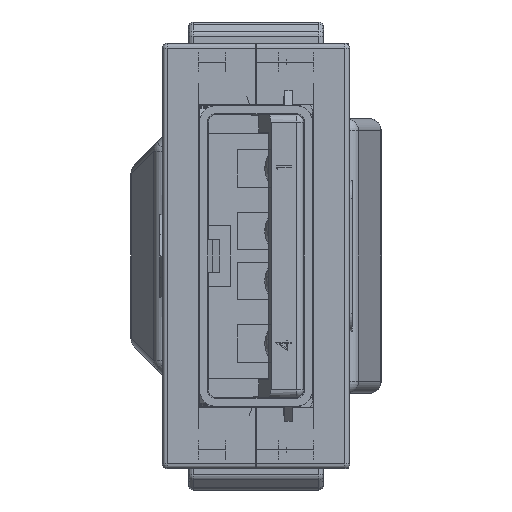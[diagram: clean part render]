
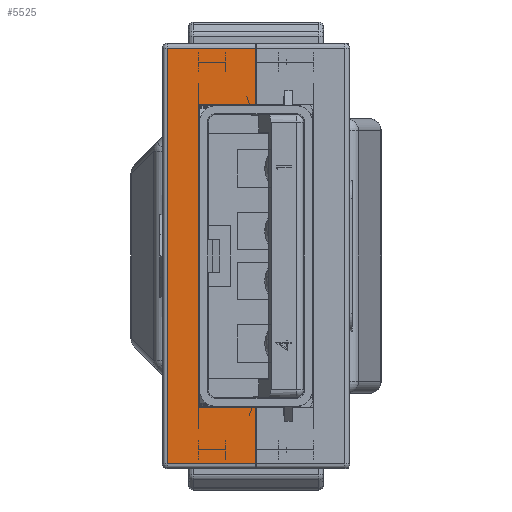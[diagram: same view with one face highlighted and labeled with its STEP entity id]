
A CAD part, left-side view. The second image highlights one B-rep face of the part: STEP entity #5525.
In plain terms, the highlighted planar face has unit normal (-1, 0, 0).
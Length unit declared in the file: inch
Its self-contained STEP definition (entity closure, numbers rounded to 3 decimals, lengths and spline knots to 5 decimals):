
#166 = LINE ( 'NONE', #34728, #42702 ) ;
#528 = VECTOR ( 'NONE', #64137, 39.37008 ) ;
#701 = DIRECTION ( 'NONE',  ( 0., -1., 0. ) ) ;
#1614 = VECTOR ( 'NONE', #62874, 39.37008 ) ;
#5525 = ADVANCED_FACE ( 'NONE', ( #45566 ), #20803, .F. ) ;
#6722 = CARTESIAN_POINT ( 'NONE',  ( -4.12402, 0., -0.32677 ) ) ;
#6740 = VECTOR ( 'NONE', #22642, 39.37008 ) ;
#7107 = ORIENTED_EDGE ( 'NONE', *, *, #67917, .F. ) ;
#8026 = ORIENTED_EDGE ( 'NONE', *, *, #46424, .T. ) ;
#8175 = EDGE_CURVE ( 'NONE', #56934, #55311, #32499, .T. ) ;
#10393 = DIRECTION ( 'NONE',  ( 0., 0., -1. ) ) ;
#11088 = VECTOR ( 'NONE', #65224, 39.37008 ) ;
#11140 = VERTEX_POINT ( 'NONE', #63409 ) ;
#12644 = EDGE_CURVE ( 'NONE', #38511, #55311, #14999, .T. ) ;
#14999 = LINE ( 'NONE', #37641, #528 ) ;
#16832 = LINE ( 'NONE', #28759, #63705 ) ;
#19649 = CARTESIAN_POINT ( 'NONE',  ( -4.12402, 0.09055, -0.23819 ) ) ;
#20803 = PLANE ( 'NONE',  #45907 ) ;
#22642 = DIRECTION ( 'NONE',  ( 0., 0., -1. ) ) ;
#24084 = CARTESIAN_POINT ( 'NONE',  ( -4.12402, 0.09055, -0.23819 ) ) ;
#28647 = ORIENTED_EDGE ( 'NONE', *, *, #40699, .T. ) ;
#28709 = ORIENTED_EDGE ( 'NONE', *, *, #55483, .F. ) ;
#28759 = CARTESIAN_POINT ( 'NONE',  ( -4.12402, 0.09055, -0.23819 ) ) ;
#32499 = LINE ( 'NONE', #64628, #43535 ) ;
#34728 = CARTESIAN_POINT ( 'NONE',  ( -4.12402, 0., 0.32677 ) ) ;
#37641 = CARTESIAN_POINT ( 'NONE',  ( -4.12402, 0., -0.33465 ) ) ;
#38195 = VECTOR ( 'NONE', #10393, 39.37008 ) ;
#38511 = VERTEX_POINT ( 'NONE', #60259 ) ;
#38884 = VERTEX_POINT ( 'NONE', #42277 ) ;
#40699 = EDGE_CURVE ( 'NONE', #38884, #58864, #54462, .T. ) ;
#42176 = DIRECTION ( 'NONE',  ( 0., 1., 0. ) ) ;
#42277 = CARTESIAN_POINT ( 'NONE',  ( -4.12402, 0.13976, -0.32677 ) ) ;
#42702 = VECTOR ( 'NONE', #66478, 39.37008 ) ;
#43426 = CARTESIAN_POINT ( 'NONE',  ( -4.12402, 0., -0.32677 ) ) ;
#43535 = VECTOR ( 'NONE', #58898, 39.37008 ) ;
#43657 = VERTEX_POINT ( 'NONE', #19649 ) ;
#44646 = CARTESIAN_POINT ( 'NONE',  ( -4.12402, 0.09055, 0.23819 ) ) ;
#45058 = ORIENTED_EDGE ( 'NONE', *, *, #8175, .T. ) ;
#45566 = FACE_OUTER_BOUND ( 'NONE', #51561, .T. ) ;
#45876 = LINE ( 'NONE', #24084, #1614 ) ;
#45907 = AXIS2_PLACEMENT_3D ( 'NONE', #47424, #58899, #42176 ) ;
#46424 = EDGE_CURVE ( 'NONE', #38511, #62199, #166, .T. ) ;
#47424 = CARTESIAN_POINT ( 'NONE',  ( -4.12402, 0., -0.33465 ) ) ;
#48153 = CARTESIAN_POINT ( 'NONE',  ( -4.12402, 0., -0.33465 ) ) ;
#48917 = EDGE_CURVE ( 'NONE', #56934, #43657, #45876, .T. ) ;
#51552 = ORIENTED_EDGE ( 'NONE', *, *, #48917, .F. ) ;
#51561 = EDGE_LOOP ( 'NONE', ( #68714, #8026, #60794, #28647, #7107, #28709, #51552, #45058 ) ) ;
#52942 = CARTESIAN_POINT ( 'NONE',  ( -4.12402, 0., 0.23819 ) ) ;
#53803 = CARTESIAN_POINT ( 'NONE',  ( -4.12402, 0.13976, 0.32677 ) ) ;
#54346 = LINE ( 'NONE', #66476, #6740 ) ;
#54462 = LINE ( 'NONE', #6722, #11088 ) ;
#55311 = VERTEX_POINT ( 'NONE', #52942 ) ;
#55483 = EDGE_CURVE ( 'NONE', #43657, #11140, #16832, .T. ) ;
#56934 = VERTEX_POINT ( 'NONE', #44646 ) ;
#58864 = VERTEX_POINT ( 'NONE', #43426 ) ;
#58899 = DIRECTION ( 'NONE',  ( 1., 0., 0. ) ) ;
#58898 = DIRECTION ( 'NONE',  ( 0., -1., 0. ) ) ;
#60259 = CARTESIAN_POINT ( 'NONE',  ( -4.12402, 0., 0.32677 ) ) ;
#60794 = ORIENTED_EDGE ( 'NONE', *, *, #68490, .T. ) ;
#61267 = LINE ( 'NONE', #48153, #38195 ) ;
#62199 = VERTEX_POINT ( 'NONE', #53803 ) ;
#62874 = DIRECTION ( 'NONE',  ( 0., 0., -1. ) ) ;
#63409 = CARTESIAN_POINT ( 'NONE',  ( -4.12402, 0., -0.23819 ) ) ;
#63705 = VECTOR ( 'NONE', #701, 39.37008 ) ;
#64137 = DIRECTION ( 'NONE',  ( 0., 0., -1. ) ) ;
#64628 = CARTESIAN_POINT ( 'NONE',  ( -4.12402, 0.09055, 0.23819 ) ) ;
#65224 = DIRECTION ( 'NONE',  ( 0., -1., 0. ) ) ;
#66476 = CARTESIAN_POINT ( 'NONE',  ( -4.12402, 0.13976, -0.33465 ) ) ;
#66478 = DIRECTION ( 'NONE',  ( 0., 1., 0. ) ) ;
#67917 = EDGE_CURVE ( 'NONE', #11140, #58864, #61267, .T. ) ;
#68490 = EDGE_CURVE ( 'NONE', #62199, #38884, #54346, .T. ) ;
#68714 = ORIENTED_EDGE ( 'NONE', *, *, #12644, .F. ) ;
